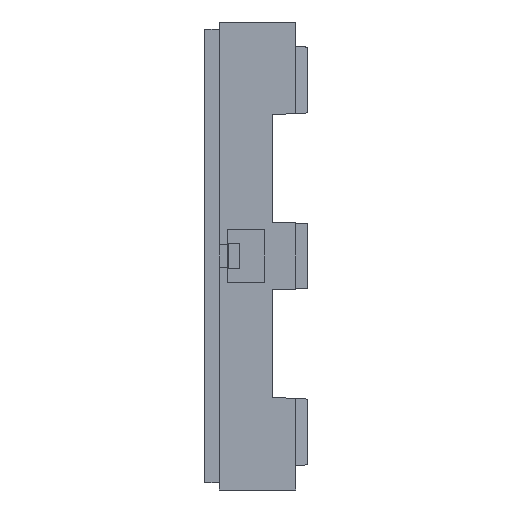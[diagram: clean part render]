
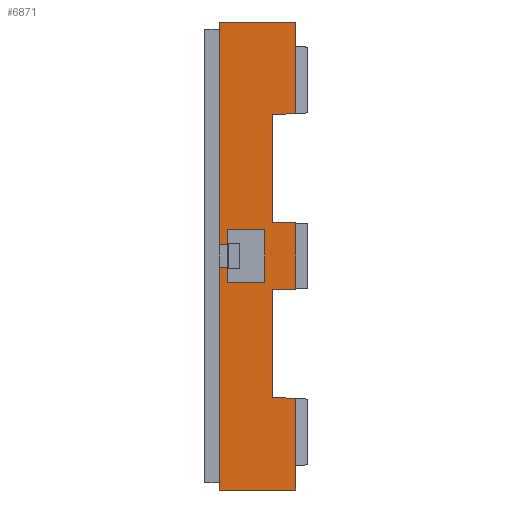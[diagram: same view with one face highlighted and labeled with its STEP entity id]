
A CAD part, left-side view. The second image highlights one B-rep face of the part: STEP entity #6871.
In plain terms, the highlighted planar face has unit normal (-1, 0, 0).
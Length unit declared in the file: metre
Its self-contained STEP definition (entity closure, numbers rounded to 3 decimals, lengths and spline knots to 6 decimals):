
#841=DIRECTION('',(0.,-1.,0.));
#842=VECTOR('',#841,0.125413);
#843=CARTESIAN_POINT('',(-0.409575,0.144463,0.384175));
#844=LINE('',#843,#842);
#913=DIRECTION('',(0.,0.,-1.));
#914=VECTOR('',#913,0.150223);
#915=CARTESIAN_POINT('',(-0.409575,0.01905,0.384175));
#916=LINE('',#915,#914);
#921=DIRECTION('',(0.,-1.,0.));
#922=VECTOR('',#921,0.013502);
#923=CARTESIAN_POINT('',(-0.409575,0.144463,0.01871));
#924=LINE('',#923,#922);
#925=DIRECTION('',(0.,0.,-1.));
#926=VECTOR('',#925,0.365465);
#927=CARTESIAN_POINT('',(-0.409575,0.144463,0.384175));
#928=LINE('',#927,#926);
#929=DIRECTION('',(0.,-0.999,0.052));
#930=VECTOR('',#929,0.038152);
#931=CARTESIAN_POINT('',(-0.409575,0.05715,0.231955));
#932=LINE('',#931,#930);
#933=DIRECTION('',(0.,1.,0.017));
#934=VECTOR('',#933,0.038106);
#935=CARTESIAN_POINT('',(-0.409575,0.01905,0.054308));
#936=LINE('',#935,#934);
#937=DIRECTION('',(0.,-1.,0.017));
#938=VECTOR('',#937,0.038106);
#939=CARTESIAN_POINT('',(-0.409575,0.05715,-0.054973));
#940=LINE('',#939,#938);
#941=DIRECTION('',(0.,0.999,0.052));
#942=VECTOR('',#941,0.038152);
#943=CARTESIAN_POINT('',(-0.409575,0.01905,-0.233952));
#944=LINE('',#943,#942);
#945=DIRECTION('',(0.,0.,-1.));
#946=VECTOR('',#945,0.365465);
#947=CARTESIAN_POINT('',(-0.409575,0.144463,-0.01871));
#948=LINE('',#947,#946);
#953=DIRECTION('',(0.,-1.,0.));
#954=VECTOR('',#953,0.013502);
#955=CARTESIAN_POINT('',(-0.409575,0.144463,-0.01871));
#956=LINE('',#955,#954);
#982=DIRECTION('',(0.,0.,-1.));
#983=VECTOR('',#982,0.02417);
#984=CARTESIAN_POINT('',(-0.409575,0.13096,-0.01871));
#985=LINE('',#984,#983);
#998=DIRECTION('',(0.,0.,-1.));
#999=VECTOR('',#998,0.02417);
#1000=CARTESIAN_POINT('',(-0.409575,0.13096,0.04288));
#1001=LINE('',#1000,#999);
#2686=DIRECTION('',(0.,0.,-1.));
#2687=VECTOR('',#2686,0.150223);
#2688=CARTESIAN_POINT('',(-0.409575,0.01905,-0.233952));
#2689=LINE('',#2688,#2687);
#2726=DIRECTION('',(0.,1.,0.));
#2727=VECTOR('',#2726,0.125413);
#2728=CARTESIAN_POINT('',(-0.409575,0.01905,-0.384175));
#2729=LINE('',#2728,#2727);
#3086=DIRECTION('',(0.,0.,-1.));
#3087=VECTOR('',#3086,0.176982);
#3088=CARTESIAN_POINT('',(-0.409575,0.05715,-0.054973));
#3089=LINE('',#3088,#3087);
#3098=DIRECTION('',(0.,0.,-1.));
#3099=VECTOR('',#3098,0.108615);
#3100=CARTESIAN_POINT('',(-0.409575,0.01905,0.054308));
#3101=LINE('',#3100,#3099);
#3114=DIRECTION('',(0.,0.,-1.));
#3115=VECTOR('',#3114,0.176982);
#3116=CARTESIAN_POINT('',(-0.409575,0.05715,0.231955));
#3117=LINE('',#3116,#3115);
#4181=DIRECTION('',(0.,1.,0.));
#4182=VECTOR('',#4181,0.061349);
#4183=CARTESIAN_POINT('',(-0.409575,0.069612,0.04288));
#4184=LINE('',#4183,#4182);
#4193=DIRECTION('',(0.,0.,1.));
#4194=VECTOR('',#4193,0.08576);
#4195=CARTESIAN_POINT('',(-0.409575,0.069612,-0.04288));
#4196=LINE('',#4195,#4194);
#4197=DIRECTION('',(0.,-1.,0.));
#4198=VECTOR('',#4197,0.061349);
#4199=CARTESIAN_POINT('',(-0.409575,0.13096,-0.04288));
#4200=LINE('',#4199,#4198);
#5052=CARTESIAN_POINT('',(-0.409575,0.144463,0.384175));
#5054=VERTEX_POINT('',#5052);
#5065=CARTESIAN_POINT('',(-0.409575,0.144463,-0.384175));
#5066=VERTEX_POINT('',#5065);
#5067=CARTESIAN_POINT('',(-0.409575,0.144463,-0.01871));
#5068=VERTEX_POINT('',#5067);
#5073=CARTESIAN_POINT('',(-0.409575,0.144463,0.01871));
#5074=VERTEX_POINT('',#5073);
#5150=CARTESIAN_POINT('',(-0.409575,0.13096,0.04288));
#5151=VERTEX_POINT('',#5150);
#5152=CARTESIAN_POINT('',(-0.409575,0.13096,0.01871));
#5153=VERTEX_POINT('',#5152);
#5158=CARTESIAN_POINT('',(-0.409575,0.13096,-0.01871));
#5159=VERTEX_POINT('',#5158);
#5160=CARTESIAN_POINT('',(-0.409575,0.13096,-0.04288));
#5161=VERTEX_POINT('',#5160);
#5162=CARTESIAN_POINT('',(-0.409575,0.069612,-0.04288));
#5163=VERTEX_POINT('',#5162);
#5413=CARTESIAN_POINT('',(-0.409575,0.05715,-0.231955));
#5414=VERTEX_POINT('',#5413);
#5415=CARTESIAN_POINT('',(-0.409575,0.01905,-0.233952));
#5416=VERTEX_POINT('',#5415);
#5435=CARTESIAN_POINT('',(-0.409575,0.069612,0.04288));
#5436=VERTEX_POINT('',#5435);
#5437=CARTESIAN_POINT('',(-0.409575,0.01905,-0.384175));
#5438=VERTEX_POINT('',#5437);
#5439=CARTESIAN_POINT('',(-0.409575,0.05715,-0.054973));
#5440=VERTEX_POINT('',#5439);
#5441=CARTESIAN_POINT('',(-0.409575,0.01905,-0.054308));
#5442=VERTEX_POINT('',#5441);
#5443=CARTESIAN_POINT('',(-0.409575,0.01905,0.054308));
#5444=VERTEX_POINT('',#5443);
#5445=CARTESIAN_POINT('',(-0.409575,0.05715,0.054973));
#5446=VERTEX_POINT('',#5445);
#5447=CARTESIAN_POINT('',(-0.409575,0.05715,0.231955));
#5448=VERTEX_POINT('',#5447);
#5449=CARTESIAN_POINT('',(-0.409575,0.01905,0.233952));
#5450=VERTEX_POINT('',#5449);
#5451=CARTESIAN_POINT('',(-0.409575,0.01905,0.384175));
#5452=VERTEX_POINT('',#5451);
#6829=CARTESIAN_POINT('',(-0.409575,0.334963,0.));
#6830=DIRECTION('',(1.,0.,0.));
#6831=DIRECTION('',(0.,1.,0.));
#6832=AXIS2_PLACEMENT_3D('',#6829,#6830,#6831);
#6833=PLANE('',#6832);
#6835=ORIENTED_EDGE('',*,*,#6834,.F.);
#6836=ORIENTED_EDGE('',*,*,#6689,.F.);
#6837=ORIENTED_EDGE('',*,*,#6740,.T.);
#6838=ORIENTED_EDGE('',*,*,#6821,.T.);
#6839=ORIENTED_EDGE('',*,*,#6587,.F.);
#6841=ORIENTED_EDGE('',*,*,#6840,.T.);
#6843=ORIENTED_EDGE('',*,*,#6842,.F.);
#6845=ORIENTED_EDGE('',*,*,#6844,.T.);
#6847=ORIENTED_EDGE('',*,*,#6846,.F.);
#6849=ORIENTED_EDGE('',*,*,#6848,.T.);
#6851=ORIENTED_EDGE('',*,*,#6850,.F.);
#6853=ORIENTED_EDGE('',*,*,#6852,.T.);
#6855=ORIENTED_EDGE('',*,*,#6854,.T.);
#6856=ORIENTED_EDGE('',*,*,#6697,.F.);
#6858=ORIENTED_EDGE('',*,*,#6857,.T.);
#6860=ORIENTED_EDGE('',*,*,#6859,.T.);
#6862=ORIENTED_EDGE('',*,*,#6861,.T.);
#6864=ORIENTED_EDGE('',*,*,#6863,.T.);
#6866=ORIENTED_EDGE('',*,*,#6865,.T.);
#6868=ORIENTED_EDGE('',*,*,#6867,.T.);
#6869=EDGE_LOOP('',(#6835,#6836,#6837,#6838,#6839,#6841,#6843,#6845,#6847,#6849,
#6851,#6853,#6855,#6856,#6858,#6860,#6862,#6864,#6866,#6868));
#6870=FACE_OUTER_BOUND('',#6869,.F.);
#6871=ADVANCED_FACE('',(#6870),#6833,.F.);
#6587=EDGE_CURVE('',#5448,#5450,#932,.T.);
#6689=EDGE_CURVE('',#5054,#5074,#928,.T.);
#6697=EDGE_CURVE('',#5068,#5066,#948,.T.);
#6740=EDGE_CURVE('',#5054,#5452,#844,.T.);
#6821=EDGE_CURVE('',#5452,#5450,#916,.T.);
#6834=EDGE_CURVE('',#5074,#5153,#924,.T.);
#6840=EDGE_CURVE('',#5448,#5446,#3117,.T.);
#6842=EDGE_CURVE('',#5444,#5446,#936,.T.);
#6844=EDGE_CURVE('',#5444,#5442,#3101,.T.);
#6846=EDGE_CURVE('',#5440,#5442,#940,.T.);
#6848=EDGE_CURVE('',#5440,#5414,#3089,.T.);
#6850=EDGE_CURVE('',#5416,#5414,#944,.T.);
#6852=EDGE_CURVE('',#5416,#5438,#2689,.T.);
#6854=EDGE_CURVE('',#5438,#5066,#2729,.T.);
#6857=EDGE_CURVE('',#5068,#5159,#956,.T.);
#6859=EDGE_CURVE('',#5159,#5161,#985,.T.);
#6861=EDGE_CURVE('',#5161,#5163,#4200,.T.);
#6863=EDGE_CURVE('',#5163,#5436,#4196,.T.);
#6865=EDGE_CURVE('',#5436,#5151,#4184,.T.);
#6867=EDGE_CURVE('',#5151,#5153,#1001,.T.);
